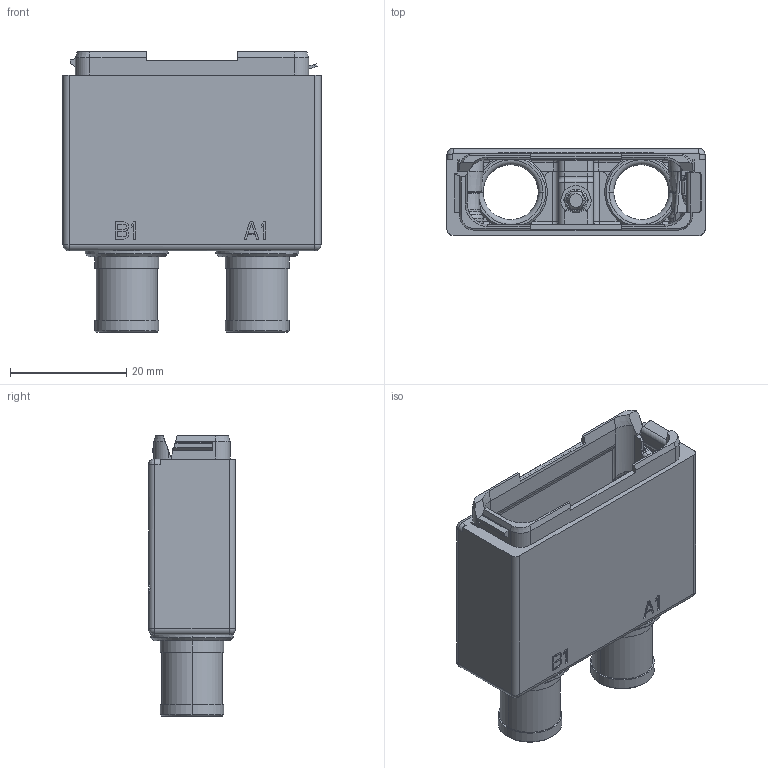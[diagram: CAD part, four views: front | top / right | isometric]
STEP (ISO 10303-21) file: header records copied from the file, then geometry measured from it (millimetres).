
FILE_DESCRIPTION((''),'2;1');
FILE_NAME('SIMAD37N','2019-11-05T',('presta_be4'),(''),'CREO PARAMETRIC BY PTC INC, 2018360','CREO PARAMETRIC BY PTC INC, 2018360','');
FILE_SCHEMA(('CONFIG_CONTROL_DESIGN'));
Products named in the file (1): SIMAD37N
Bounding box: 44.5 x 14.96 x 48.33 mm (x, y, z)
Volume: 8181.4 mm3; surface area: 13664.8 mm2
Topology: 1 solids, 2 shells, 2458 faces, 6806 edges, 4171 vertices
Faces by surface type: plane 867, cylinder 720, torus 311, cone 280, sphere 229, bspline 51
Entity records: 90751 total; most frequent: CARTESIAN_POINT 27999, DIRECTION 13668, ORIENTED_EDGE 12952, EDGE_CURVE 6476, AXIS2_PLACEMENT_3D 5166, VERTEX_POINT 4171, VECTOR 3336, LINE 3336
